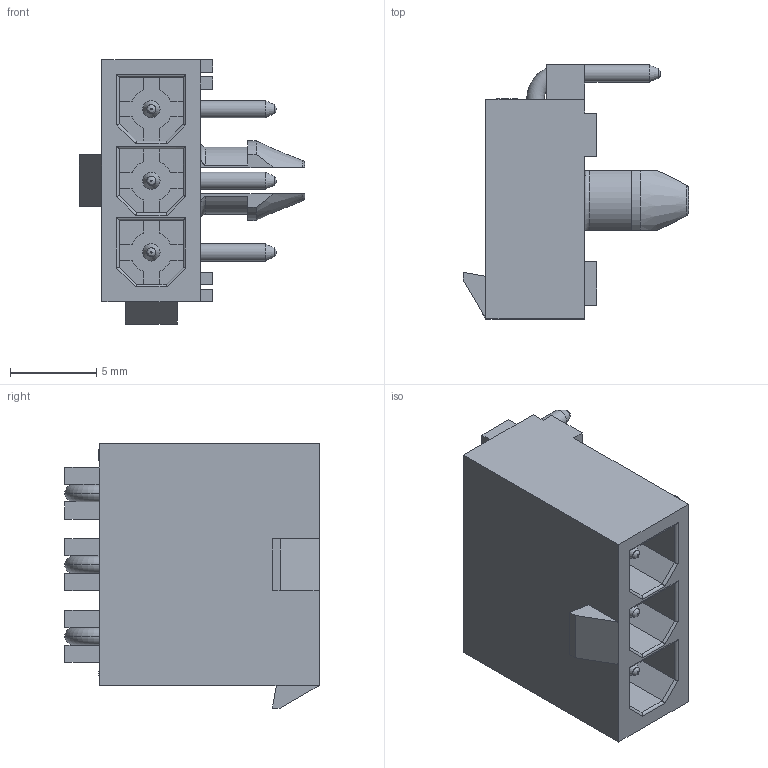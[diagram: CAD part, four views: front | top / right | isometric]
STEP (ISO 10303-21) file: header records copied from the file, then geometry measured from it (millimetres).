
FILE_DESCRIPTION( ('This file contains a STEP AP42 implementation' ,'as created by ZW3D STEP Interface translator.') ,'2;1' );
FILE_NAME( 'WF4141-1WR03WX2.stp' ,'231019.1136 0', (''), ('ZWCAD Software Co.'), 'Version 1.0', 'ZW3D to STEP translator', '' );
FILE_SCHEMA(('AUTOMOTIVE_DESIGN { 1 0 10303 214 1 1 1 1 }'));
Length unit declared in the file: millimetre
Products named in the file (2): 0; WF4141-1WR03WX2
Bounding box: 13.02 x 14.7 x 15.27 mm (x, y, z)
Volume: 729.6 mm3; surface area: 1533.1 mm2
Topology: 1 solids, 1 shells, 285 faces, 767 edges, 496 vertices
Faces by surface type: plane 206, cylinder 49, cone 14, torus 10, bspline 6
Full cylindrical faces by diameter (mm): 1 x9
Entity records: 9418 total; most frequent: CARTESIAN_POINT 1949, ORIENTED_EDGE 1540, DIRECTION 1403, EDGE_CURVE 767, VECTOR 623, LINE 623, VERTEX_POINT 496, AXIS2_PLACEMENT_3D 390
